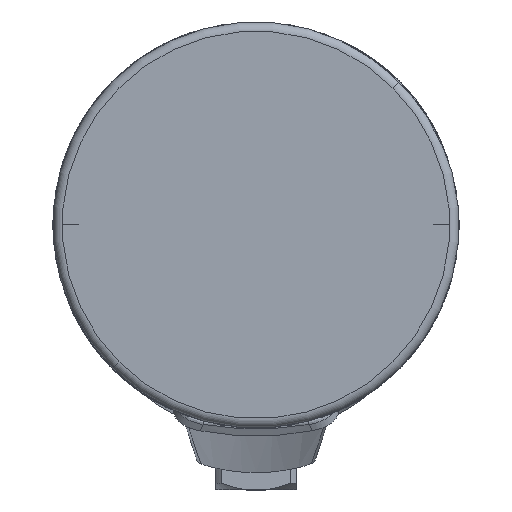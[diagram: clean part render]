
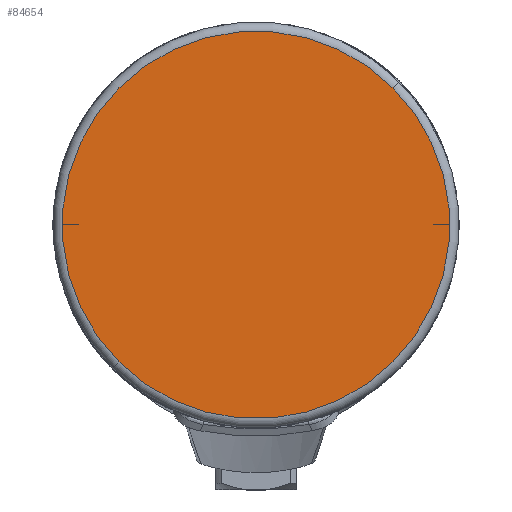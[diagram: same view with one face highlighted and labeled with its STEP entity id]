
A CAD part, top view. The second image highlights one B-rep face of the part: STEP entity #84654.
In plain terms, the highlighted face is planar.
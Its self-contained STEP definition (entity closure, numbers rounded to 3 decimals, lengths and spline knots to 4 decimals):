
#6847=CARTESIAN_POINT('',(0.,0.,0.));
#6848=DIRECTION('',(0.,0.,-1.));
#6849=DIRECTION('',(-0.707,-0.707,0.));
#6850=AXIS2_PLACEMENT_3D('',#6847,#6848,#6849);
#6862=CARTESIAN_POINT('',(0.,0.,0.));
#6863=DIRECTION('',(0.,0.,-1.));
#6864=DIRECTION('',(0.707,0.707,0.));
#6865=AXIS2_PLACEMENT_3D('',#6862,#6863,#6864);
#65284=CARTESIAN_POINT('',(0.6375,0.6375,0.));
#65285=CARTESIAN_POINT('',(-0.6375,-0.6375,0.));
#65286=VERTEX_POINT('',#65284);
#65287=VERTEX_POINT('',#65285);
#84645=CARTESIAN_POINT('',(0.,0.,0.));
#84646=DIRECTION('',(0.,0.,1.));
#84647=DIRECTION('',(0.,1.,0.));
#84648=AXIS2_PLACEMENT_3D('',#84645,#84646,#84647);
#84649=PLANE('',#84648);
#84650=ORIENTED_EDGE('',*,*,#75518,.T.);
#84651=ORIENTED_EDGE('',*,*,#75503,.T.);
#84652=EDGE_LOOP('',(#84650,#84651));
#84653=FACE_OUTER_BOUND('',#84652,.F.);
#84654=ADVANCED_FACE('',(#84653),#84649,.T.);
#6851=CIRCLE('',#6850,0.9016);
#6866=CIRCLE('',#6865,0.9016);
#75503=EDGE_CURVE('',#65287,#65286,#6851,.T.);
#75518=EDGE_CURVE('',#65286,#65287,#6866,.T.);
